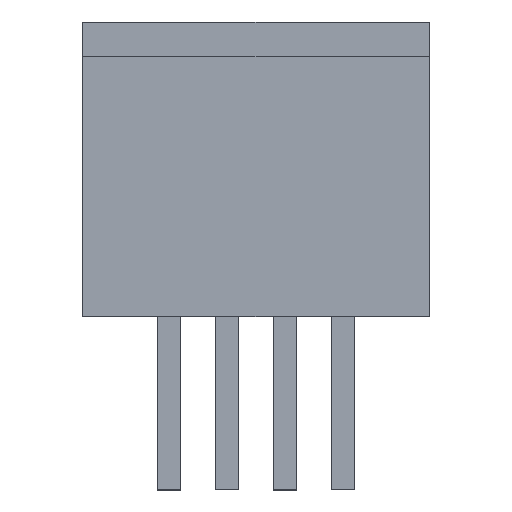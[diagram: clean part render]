
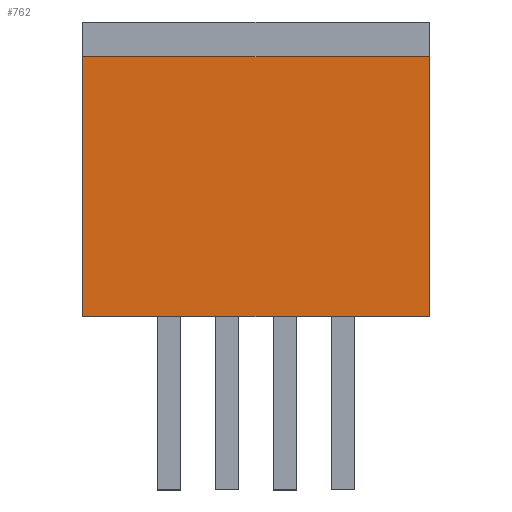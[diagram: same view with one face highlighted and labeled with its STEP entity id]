
A CAD part, top view. The second image highlights one B-rep face of the part: STEP entity #762.
In plain terms, the highlighted planar face has unit normal (0, 0, 1).
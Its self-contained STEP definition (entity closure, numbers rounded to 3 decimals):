
#1 = EDGE_CURVE ( 'NONE', #730, #712, #438, .T. ) ;
#2 = EDGE_CURVE ( 'NONE', #726, #723, #436, .T. ) ;
#20 = CARTESIAN_POINT ( 'NONE',  ( 3., 4.5, 0. ) ) ;
#77 = EDGE_CURVE ( 'NONE', #726, #730, #369, .T. ) ;
#149 = CARTESIAN_POINT ( 'NONE',  ( 0., 0., 0. ) ) ;
#151 = DIRECTION ( 'NONE',  ( 1., 0., 0. ) ) ;
#352 = FACE_OUTER_BOUND ( 'NONE', #1035, .T. ) ;
#368 = VECTOR ( 'NONE', #982, 1000. ) ;
#369 = LINE ( 'NONE', #945, #368 ) ;
#394 = VECTOR ( 'NONE', #151, 1000. ) ;
#395 = LINE ( 'NONE', #149, #394 ) ;
#435 = VECTOR ( 'NONE', #854, 1000. ) ;
#436 = LINE ( 'NONE', #860, #435 ) ;
#437 = VECTOR ( 'NONE', #846, 1000. ) ;
#438 = LINE ( 'NONE', #841, #437 ) ;
#482 = ORIENTED_EDGE ( 'NONE', *, *, #1179, .T. ) ;
#483 = ORIENTED_EDGE ( 'NONE', *, *, #1, .F. ) ;
#484 = ORIENTED_EDGE ( 'NONE', *, *, #77, .F. ) ;
#485 = ORIENTED_EDGE ( 'NONE', *, *, #2, .T. ) ;
#712 = VERTEX_POINT ( 'NONE', #1116 ) ;
#723 = VERTEX_POINT ( 'NONE', #1109 ) ;
#726 = VERTEX_POINT ( 'NONE', #1114 ) ;
#730 = VERTEX_POINT ( 'NONE', #20 ) ;
#762 = ADVANCED_FACE ( 'NONE', ( #352 ), #1075, .F. ) ;
#841 = CARTESIAN_POINT ( 'NONE',  ( 3., 2.55, 0. ) ) ;
#846 = DIRECTION ( 'NONE',  ( 0., -1., 0. ) ) ;
#854 = DIRECTION ( 'NONE',  ( 0., -1., 0. ) ) ;
#860 = CARTESIAN_POINT ( 'NONE',  ( -3., 2.55, 0. ) ) ;
#945 = CARTESIAN_POINT ( 'NONE',  ( 0., 4.5, 0. ) ) ;
#982 = DIRECTION ( 'NONE',  ( 1., 0., 0. ) ) ;
#1035 = EDGE_LOOP ( 'NONE', ( #482, #483, #484, #485 ) ) ;
#1075 = PLANE ( 'NONE',  #1161 ) ;
#1076 = CARTESIAN_POINT ( 'NONE',  ( -3., 0., 0. ) ) ;
#1077 = DIRECTION ( 'NONE',  ( 0., 0., -1. ) ) ;
#1089 = DIRECTION ( 'NONE',  ( 0., 1., 0. ) ) ;
#1109 = CARTESIAN_POINT ( 'NONE',  ( -3., 0., 0. ) ) ;
#1114 = CARTESIAN_POINT ( 'NONE',  ( -3., 4.5, 0. ) ) ;
#1116 = CARTESIAN_POINT ( 'NONE',  ( 3., 0., 0. ) ) ;
#1161 = AXIS2_PLACEMENT_3D ( 'NONE', #1076, #1077, #1089 ) ;
#1179 = EDGE_CURVE ( 'NONE', #723, #712, #395, .T. ) ;
